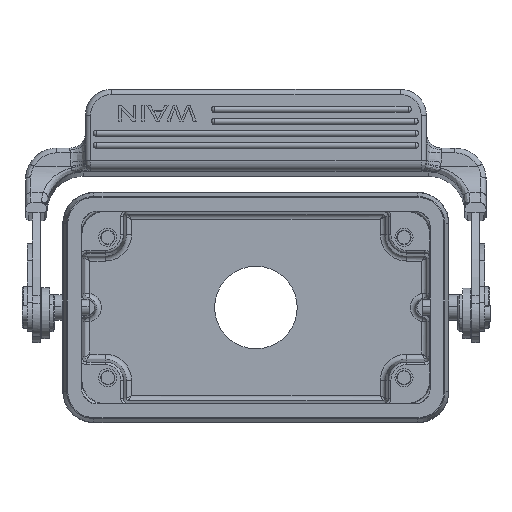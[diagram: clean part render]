
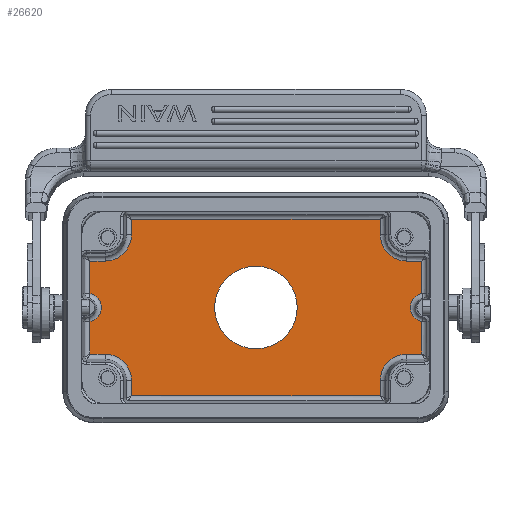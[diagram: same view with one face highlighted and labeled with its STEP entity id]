
A CAD part, front view. The second image highlights one B-rep face of the part: STEP entity #26620.
In plain terms, the highlighted planar face has unit normal (0, -1, 0).
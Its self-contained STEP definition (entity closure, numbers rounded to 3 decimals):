
#4659=DIRECTION('',(0.,0.,1.));
#4660=VECTOR('',#4659,2.947);
#4661=CARTESIAN_POINT('',(23.947,19.35,14.));
#4662=LINE('',#4661,#4660);
#4663=CARTESIAN_POINT('',(23.947,19.35,16.947));
#4703=DIRECTION('',(-1.,0.,0.));
#4704=VECTOR('',#4703,2.947);
#4705=CARTESIAN_POINT('',(31.947,19.35,8.947));
#4706=LINE('',#4705,#4704);
#4707=CARTESIAN_POINT('',(31.947,19.35,8.947));
#4850=DIRECTION('',(0.,0.,1.));
#4851=VECTOR('',#4850,6.23);
#4852=CARTESIAN_POINT('',(31.947,19.35,-8.947));
#4853=LINE('',#4852,#4851);
#4863=CARTESIAN_POINT('',(31.947,19.35,-8.947));
#5241=DIRECTION('',(0.,0.,-1.));
#5242=VECTOR('',#5241,6.23);
#5243=CARTESIAN_POINT('',(-31.947,19.35,8.947));
#5244=LINE('',#5243,#5242);
#5361=DIRECTION('',(-1.,0.,0.));
#5362=VECTOR('',#5361,47.893);
#5363=CARTESIAN_POINT('',(23.947,19.35,16.947));
#5364=LINE('',#5363,#5362);
#5378=CARTESIAN_POINT('',(0.,19.35,0.));
#5379=DIRECTION('',(0.,1.,0.));
#5380=DIRECTION('',(1.,0.,0.));
#5381=AXIS2_PLACEMENT_3D('',#5378,#5379,#5380);
#5383=CARTESIAN_POINT('',(0.,19.35,0.));
#5384=DIRECTION('',(0.,1.,0.));
#5385=DIRECTION('',(-1.,0.,0.));
#5386=AXIS2_PLACEMENT_3D('',#5383,#5384,#5385);
#5388=CARTESIAN_POINT('',(29.,19.35,-14.));
#5389=DIRECTION('',(0.,-1.,0.));
#5390=DIRECTION('',(0.,0.,1.));
#5391=AXIS2_PLACEMENT_3D('',#5388,#5389,#5390);
#5393=CARTESIAN_POINT('',(-29.,19.35,-14.));
#5394=DIRECTION('',(0.,-1.,0.));
#5395=DIRECTION('',(1.,0.,0.));
#5396=AXIS2_PLACEMENT_3D('',#5393,#5394,#5395);
#5398=CARTESIAN_POINT('',(-32.5,19.35,0.));
#5399=DIRECTION('',(0.,-1.,0.));
#5400=DIRECTION('',(0.2,0.,-0.98));
#5401=AXIS2_PLACEMENT_3D('',#5398,#5399,#5400);
#5403=CARTESIAN_POINT('',(-29.,19.35,14.));
#5404=DIRECTION('',(0.,-1.,0.));
#5405=DIRECTION('',(0.,0.,-1.));
#5406=AXIS2_PLACEMENT_3D('',#5403,#5404,#5405);
#5408=CARTESIAN_POINT('',(29.,19.35,14.));
#5409=DIRECTION('',(0.,-1.,0.));
#5410=DIRECTION('',(-1.,0.,0.));
#5411=AXIS2_PLACEMENT_3D('',#5408,#5409,#5410);
#5413=CARTESIAN_POINT('',(32.5,19.35,0.));
#5414=DIRECTION('',(0.,-1.,0.));
#5415=DIRECTION('',(-0.2,0.,0.98));
#5416=AXIS2_PLACEMENT_3D('',#5413,#5414,#5415);
#9991=DIRECTION('',(1.,0.,0.));
#9992=VECTOR('',#9991,2.947);
#9993=CARTESIAN_POINT('',(29.,19.35,-8.947));
#9994=LINE('',#9993,#9992);
#10036=DIRECTION('',(0.,0.,1.));
#10037=VECTOR('',#10036,2.947);
#10038=CARTESIAN_POINT('',(23.947,19.35,
-16.947));
#10039=LINE('',#10038,#10037);
#10040=CARTESIAN_POINT('',(23.947,19.35,
-16.947));
#10262=DIRECTION('',(1.,0.,0.));
#10263=VECTOR('',#10262,2.947);
#10264=CARTESIAN_POINT('',(-31.947,19.35,
-8.947));
#10265=LINE('',#10264,#10263);
#10281=DIRECTION('',(0.,0.,-1.));
#10282=VECTOR('',#10281,2.947);
#10283=CARTESIAN_POINT('',(-23.947,19.35,
-14.));
#10284=LINE('',#10283,#10282);
#10285=CARTESIAN_POINT('',(-23.947,19.35,
-16.947));
#10321=DIRECTION('',(1.,0.,0.));
#10322=VECTOR('',#10321,47.893);
#10323=CARTESIAN_POINT('',(-23.947,19.35,
-16.947));
#10324=LINE('',#10323,#10322);
#10339=CARTESIAN_POINT('',(-31.947,19.35,
-8.947));
#10577=DIRECTION('',(0.,0.,-1.));
#10578=VECTOR('',#10577,6.23);
#10579=CARTESIAN_POINT('',(-31.947,19.35,
-2.717));
#10580=LINE('',#10579,#10578);
#10679=DIRECTION('',(-1.,0.,0.));
#10680=VECTOR('',#10679,2.947);
#10681=CARTESIAN_POINT('',(-29.,19.35,
8.947));
#10682=LINE('',#10681,#10680);
#10733=DIRECTION('',(0.,0.,-1.));
#10734=VECTOR('',#10733,2.947);
#10735=CARTESIAN_POINT('',(-23.947,19.35,
16.947));
#10736=LINE('',#10735,#10734);
#10769=DIRECTION('',(0.,0.,1.));
#10770=VECTOR('',#10769,6.23);
#10771=CARTESIAN_POINT('',(31.947,19.35,2.716));
#10772=LINE('',#10771,#10770);
#18019=VERTEX_POINT('',#10285);
#18020=CARTESIAN_POINT('',(-23.947,19.35,
-14.));
#18022=VERTEX_POINT('',#18020);
#18026=CARTESIAN_POINT('',(-29.,19.35,
-8.947));
#18027=VERTEX_POINT('',#18026);
#18030=VERTEX_POINT('',#10339);
#18041=CARTESIAN_POINT('',(-31.947,19.35,-2.716));
#18042=VERTEX_POINT('',#18041);
#18110=VERTEX_POINT('',#4663);
#18111=CARTESIAN_POINT('',(23.947,19.35,14.));
#18113=VERTEX_POINT('',#18111);
#18117=CARTESIAN_POINT('',(29.,19.35,8.947));
#18118=VERTEX_POINT('',#18117);
#18121=VERTEX_POINT('',#4707);
#18135=CARTESIAN_POINT('',(31.947,19.35,2.716));
#18136=VERTEX_POINT('',#18135);
#18139=CARTESIAN_POINT('',(31.947,19.35,
-2.716));
#18140=VERTEX_POINT('',#18139);
#18146=VERTEX_POINT('',#4863);
#18201=CARTESIAN_POINT('',(29.,19.35,
-8.947));
#18202=VERTEX_POINT('',#18201);
#18205=CARTESIAN_POINT('',(23.947,19.35,
-14.));
#18206=VERTEX_POINT('',#18205);
#18209=VERTEX_POINT('',#10040);
#18212=CARTESIAN_POINT('',(-31.947,19.35,
2.716));
#18213=VERTEX_POINT('',#18212);
#18214=CARTESIAN_POINT('',(-31.947,19.35,
8.947));
#18215=VERTEX_POINT('',#18214);
#18216=CARTESIAN_POINT('',(-29.,19.35,
8.947));
#18217=VERTEX_POINT('',#18216);
#18218=CARTESIAN_POINT('',(-23.946,19.35,
13.999));
#18219=VERTEX_POINT('',#18218);
#18220=CARTESIAN_POINT('',(-23.947,19.35,
16.947));
#18221=VERTEX_POINT('',#18220);
#19910=CARTESIAN_POINT('',(7.95,19.35,0.));
#19911=CARTESIAN_POINT('',(-7.95,19.35,0.));
#19912=VERTEX_POINT('',#19910);
#19913=VERTEX_POINT('',#19911);
#26574=CARTESIAN_POINT('',(0.,19.35,-21.5));
#26575=DIRECTION('',(0.,-1.,0.));
#26576=DIRECTION('',(0.,0.,-1.));
#26577=AXIS2_PLACEMENT_3D('',#26574,#26575,#26576);
#26578=PLANE('',#26577);
#26579=ORIENTED_EDGE('',*,*,#25632,.F.);
#26581=ORIENTED_EDGE('',*,*,#26580,.F.);
#26583=ORIENTED_EDGE('',*,*,#26582,.T.);
#26585=ORIENTED_EDGE('',*,*,#26584,.F.);
#26587=ORIENTED_EDGE('',*,*,#26586,.F.);
#26589=ORIENTED_EDGE('',*,*,#26588,.F.);
#26591=ORIENTED_EDGE('',*,*,#26590,.T.);
#26593=ORIENTED_EDGE('',*,*,#26592,.F.);
#26595=ORIENTED_EDGE('',*,*,#26594,.F.);
#26597=ORIENTED_EDGE('',*,*,#26596,.T.);
#26598=ORIENTED_EDGE('',*,*,#26303,.F.);
#26600=ORIENTED_EDGE('',*,*,#26599,.F.);
#26602=ORIENTED_EDGE('',*,*,#26601,.T.);
#26604=ORIENTED_EDGE('',*,*,#26603,.F.);
#26605=ORIENTED_EDGE('',*,*,#26566,.F.);
#26606=ORIENTED_EDGE('',*,*,#25211,.F.);
#26607=ORIENTED_EDGE('',*,*,#25228,.T.);
#26608=ORIENTED_EDGE('',*,*,#25271,.F.);
#26610=ORIENTED_EDGE('',*,*,#26609,.F.);
#26611=ORIENTED_EDGE('',*,*,#25533,.T.);
#26612=EDGE_LOOP('',(#26579,#26581,#26583,#26585,#26587,#26589,#26591,#26593,
#26595,#26597,#26598,#26600,#26602,#26604,#26605,#26606,#26607,#26608,#26610,
#26611));
#26613=FACE_OUTER_BOUND('',#26612,.F.);
#26615=ORIENTED_EDGE('',*,*,#26614,.F.);
#26617=ORIENTED_EDGE('',*,*,#26616,.F.);
#26618=EDGE_LOOP('',(#26615,#26617));
#26619=FACE_BOUND('',#26618,.F.);
#5382=CIRCLE('',#5381,7.95);
#5387=CIRCLE('',#5386,7.95);
#5392=CIRCLE('',#5391,5.054);
#5397=CIRCLE('',#5396,5.054);
#5402=CIRCLE('',#5401,2.772);
#5407=CIRCLE('',#5406,5.054);
#5412=CIRCLE('',#5411,5.054);
#5417=CIRCLE('',#5416,2.772);
#25211=EDGE_CURVE('',#18113,#18110,#4662,.T.);
#25228=EDGE_CURVE('',#18113,#18118,#5412,.T.);
#25271=EDGE_CURVE('',#18121,#18118,#4706,.T.);
#25533=EDGE_CURVE('',#18136,#18140,#5417,.T.);
#25632=EDGE_CURVE('',#18146,#18140,#4853,.T.);
#26303=EDGE_CURVE('',#18215,#18213,#5244,.T.);
#26566=EDGE_CURVE('',#18110,#18221,#5364,.T.);
#26580=EDGE_CURVE('',#18202,#18146,#9994,.T.);
#26582=EDGE_CURVE('',#18202,#18206,#5392,.T.);
#26584=EDGE_CURVE('',#18209,#18206,#10039,.T.);
#26586=EDGE_CURVE('',#18019,#18209,#10324,.T.);
#26588=EDGE_CURVE('',#18022,#18019,#10284,.T.);
#26590=EDGE_CURVE('',#18022,#18027,#5397,.T.);
#26592=EDGE_CURVE('',#18030,#18027,#10265,.T.);
#26594=EDGE_CURVE('',#18042,#18030,#10580,.T.);
#26596=EDGE_CURVE('',#18042,#18213,#5402,.T.);
#26599=EDGE_CURVE('',#18217,#18215,#10682,.T.);
#26601=EDGE_CURVE('',#18217,#18219,#5407,.T.);
#26603=EDGE_CURVE('',#18221,#18219,#10736,.T.);
#26609=EDGE_CURVE('',#18136,#18121,#10772,.T.);
#26614=EDGE_CURVE('',#19912,#19913,#5382,.T.);
#26616=EDGE_CURVE('',#19913,#19912,#5387,.T.);
#26620=ADVANCED_FACE('',(#26613,#26619),#26578,.T.);
